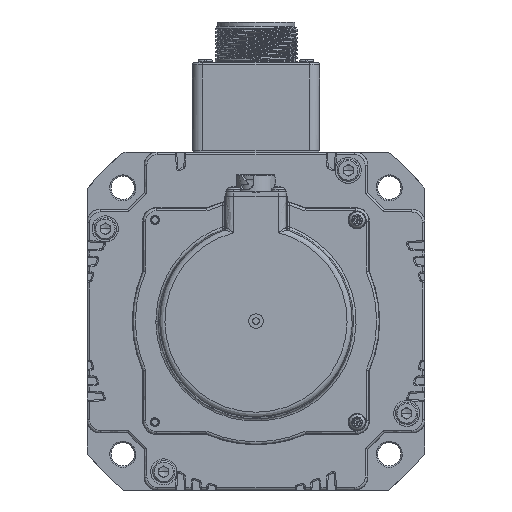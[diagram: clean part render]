
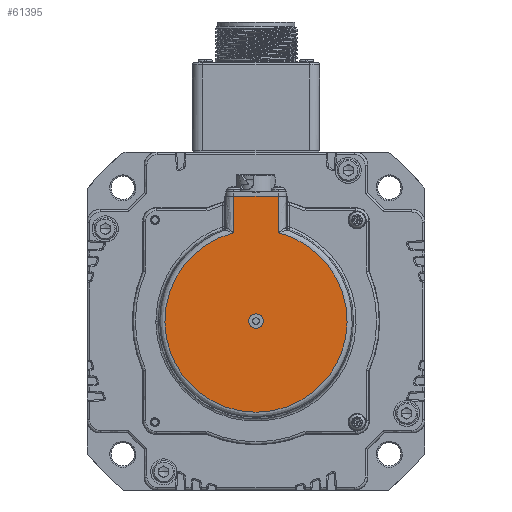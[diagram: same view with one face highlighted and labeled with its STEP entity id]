
A CAD part, front view. The second image highlights one B-rep face of the part: STEP entity #61395.
In plain terms, the highlighted free-form (B-spline) face has degree [1, 1] with [2, 2] control points.
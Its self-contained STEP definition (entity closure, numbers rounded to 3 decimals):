
#59494=CARTESIAN_POINT('',(651.383,-60.5,-17.));
#59495=VERTEX_POINT('',#59494);
#59502=CARTESIAN_POINT('',(668.617,-60.5,-17.));
#59503=VERTEX_POINT('',#59502);
#59504=CARTESIAN_POINT('',(651.383,-60.5,-17.));
#59505=CARTESIAN_POINT('',(668.617,-60.5,-17.));
#59506=B_SPLINE_CURVE_WITH_KNOTS('',1,(#59504,#59505),.POLYLINE_FORM.,.F.,.U.,(2,2),(0.,1.),.UNSPECIFIED.);
#59507=EDGE_CURVE('',#59495,#59503,#59506,.T.);
#61314=CARTESIAN_POINT('',(651.383,-60.5,-31.02));
#61315=VERTEX_POINT('',#61314);
#61337=CARTESIAN_POINT('',(651.383,-60.5,-31.02));
#61338=CARTESIAN_POINT('',(651.383,-60.5,-17.));
#61339=B_SPLINE_CURVE_WITH_KNOTS('',1,(#61337,#61338),.POLYLINE_FORM.,.F.,.U.,(2,2),(0.,1.),.UNSPECIFIED.);
#61340=EDGE_CURVE('',#61315,#59495,#61339,.T.);
#61347=CARTESIAN_POINT('',(605.654,-60.5,-4.182));
#61348=CARTESIAN_POINT('',(714.346,-60.5,-4.182));
#61349=CARTESIAN_POINT('',(605.654,-60.5,-112.874));
#61350=CARTESIAN_POINT('',(714.346,-60.5,-112.874));
#61351=B_SPLINE_SURFACE_WITH_KNOTS('',1,1,((#61347,#61348),(#61349,#61350)),.PLANE_SURF.,.F.,.F.,.U.,(2,2),(2,2),(0.,1.),(0.,1.),.UNSPECIFIED.);
#61352=CARTESIAN_POINT('',(668.617,-60.5,-31.02));
#61353=VERTEX_POINT('',#61352);
#61354=CARTESIAN_POINT('',(651.383,-60.5,-31.02));
#61355=CARTESIAN_POINT('',(602.389,-60.5,-43.445));
#61356=CARTESIAN_POINT('',(631.194,-60.5,-84.978));
#61357=CARTESIAN_POINT('',(660.,-60.5,-126.512));
#61358=CARTESIAN_POINT('',(688.806,-60.5,-84.978));
#61359=CARTESIAN_POINT('',(717.611,-60.5,-43.445));
#61360=CARTESIAN_POINT('',(668.617,-60.5,-31.02));
#61361=(BOUNDED_CURVE()B_SPLINE_CURVE(2,(#61354,#61355,#61356,#61357,#61358,#61359,#61360),.CIRCULAR_ARC.,.F.,.U.)B_SPLINE_CURVE_WITH_KNOTS((3,2,2,3),(0.,0.333,0.667,1.),.UNSPECIFIED.)CURVE()GEOMETRIC_REPRESENTATION_ITEM()RATIONAL_B_SPLINE_CURVE((1.,0.57,1.,0.57,1.,0.57,1.))REPRESENTATION_ITEM(''));
#61362=EDGE_CURVE('',#61315,#61353,#61361,.T.);
#61363=ORIENTED_EDGE('',*,*,#61362,.T.);
#61364=CARTESIAN_POINT('',(668.617,-60.5,-17.));
#61365=CARTESIAN_POINT('',(668.617,-60.5,-31.02));
#61366=B_SPLINE_CURVE_WITH_KNOTS('',1,(#61364,#61365),.POLYLINE_FORM.,.F.,.U.,(2,2),(0.,1.),.UNSPECIFIED.);
#61367=EDGE_CURVE('',#59503,#61353,#61366,.T.);
#61368=ORIENTED_EDGE('',*,*,#61367,.F.);
#61369=ORIENTED_EDGE('',*,*,#59507,.F.);
#61370=ORIENTED_EDGE('',*,*,#61340,.F.);
#61371=EDGE_LOOP('',(#61363,#61368,#61369,#61370));
#61372=FACE_OUTER_BOUND('',#61371,.T.);
#61373=CARTESIAN_POINT('',(660.,-60.5,-67.75));
#61374=VERTEX_POINT('',#61373);
#61375=CARTESIAN_POINT('',(660.,-60.5,-62.25));
#61376=VERTEX_POINT('',#61375);
#61377=CARTESIAN_POINT('',(660.,-60.5,-67.75));
#61378=CARTESIAN_POINT('',(662.75,-60.5,-67.75));
#61379=CARTESIAN_POINT('',(662.75,-60.5,-65.));
#61380=CARTESIAN_POINT('',(662.75,-60.5,-62.25));
#61381=CARTESIAN_POINT('',(660.,-60.5,-62.25));
#61382=(BOUNDED_CURVE()B_SPLINE_CURVE(2,(#61377,#61378,#61379,#61380,#61381),.CIRCULAR_ARC.,.F.,.U.)B_SPLINE_CURVE_WITH_KNOTS((3,2,3),(0.,0.5,1.),.UNSPECIFIED.)CURVE()GEOMETRIC_REPRESENTATION_ITEM()RATIONAL_B_SPLINE_CURVE((1.,0.707,1.,0.707,1.))REPRESENTATION_ITEM(''));
#61383=EDGE_CURVE('',#61374,#61376,#61382,.T.);
#61384=ORIENTED_EDGE('',*,*,#61383,.F.);
#61385=CARTESIAN_POINT('',(660.,-60.5,-62.25));
#61386=CARTESIAN_POINT('',(657.25,-60.5,-62.25));
#61387=CARTESIAN_POINT('',(657.25,-60.5,-65.));
#61388=CARTESIAN_POINT('',(657.25,-60.5,-67.75));
#61389=CARTESIAN_POINT('',(660.,-60.5,-67.75));
#61390=(BOUNDED_CURVE()B_SPLINE_CURVE(2,(#61385,#61386,#61387,#61388,#61389),.CIRCULAR_ARC.,.F.,.U.)B_SPLINE_CURVE_WITH_KNOTS((3,2,3),(0.,0.5,1.),.UNSPECIFIED.)CURVE()GEOMETRIC_REPRESENTATION_ITEM()RATIONAL_B_SPLINE_CURVE((1.,0.707,1.,0.707,1.))REPRESENTATION_ITEM(''));
#61391=EDGE_CURVE('',#61376,#61374,#61390,.T.);
#61392=ORIENTED_EDGE('',*,*,#61391,.F.);
#61393=EDGE_LOOP('',(#61384,#61392));
#61394=FACE_BOUND('',#61393,.T.);
#61395=ADVANCED_FACE('',(#61372,#61394),#61351,.T.);
